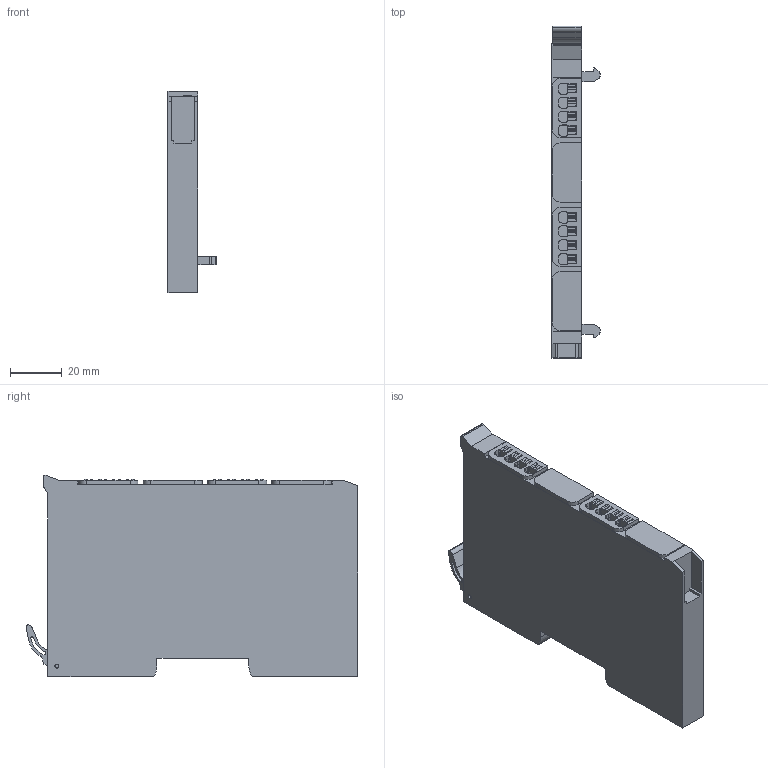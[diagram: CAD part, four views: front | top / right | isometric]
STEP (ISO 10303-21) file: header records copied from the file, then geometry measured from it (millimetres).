
FILE_DESCRIPTION(('CATIA V5R24 STEP','CAx-IF Rec.Pracs.--- Model Styling and Organization---1.2---2011-12-15'),'2;1');
FILE_NAME ('D1450930_0', '2018-03-01T14:12:25+00:00', ('Weidmueller Interface'), ('Weidmueller'), 'CATIA Version 5-6 Release 2014 SP4 HF52', 'CATIA V5 STEP AP214', 'none');
FILE_SCHEMA(('AUTOMOTIVE_DESIGN { 1 0 10303 214 1 1 1 1 }'));
Length unit declared in the file: millimetre
Products named in the file (1): v5-standard_part
Bounding box: 18.5 x 127.88 x 77.45 mm (x, y, z)
Volume: 99167.8 mm3; surface area: 27638.1 mm2
Topology: 14 solids, 14 shells, 511 faces, 1387 edges, 924 vertices
Faces by surface type: plane 351, cylinder 160
Entity records: 16376 total; most frequent: CARTESIAN_POINT 2863, ORIENTED_EDGE 2774, DIRECTION 2410, EDGE_CURVE 1387, VECTOR 1067, LINE 1067, VERTEX_POINT 924, AXIS2_PLACEMENT_3D 830
